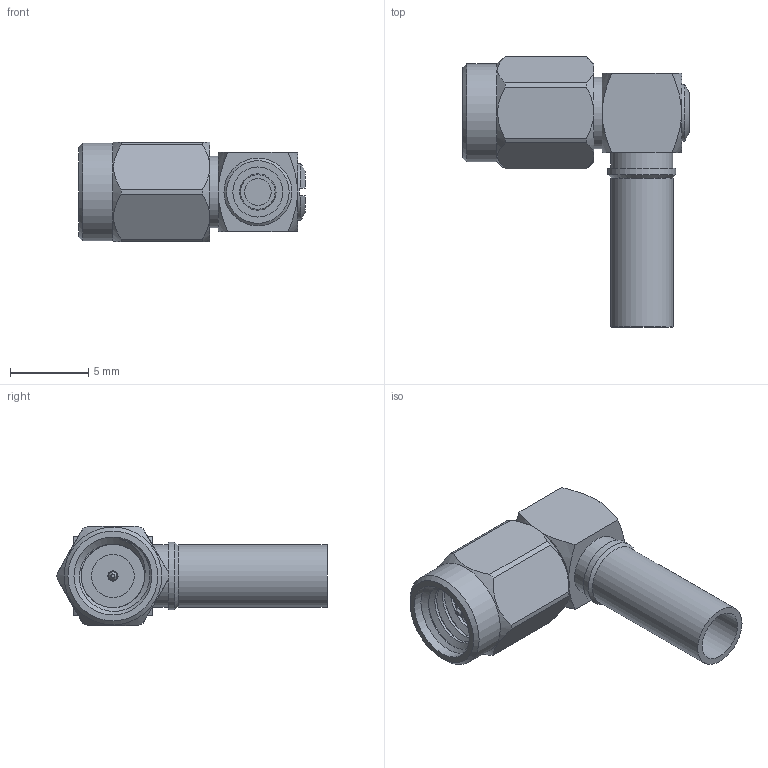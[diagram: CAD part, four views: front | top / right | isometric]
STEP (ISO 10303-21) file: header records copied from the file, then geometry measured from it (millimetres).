
FILE_DESCRIPTION (( 'STEP AP203' ), '1' );
FILE_NAME ('PE44378_3D.step', '2022-03-28T19:21:27', ( '' ), ( '' ), 'SwSTEP 2.0', 'SolidWorks 2021', '' );
FILE_SCHEMA (( 'CONFIG_CONTROL_DESIGN' ));
Length unit declared in the file: inch
Products named in the file (1): PE44378_3D
Bounding box: 14.48 x 17.26 x 6.35 mm (x, y, z)
Volume: 445.8 mm3; surface area: 782.1 mm2
Topology: 2 solids, 2 shells, 74 faces, 161 edges, 102 vertices
Faces by surface type: plane 29, cone 22, cylinder 20, bspline 3
Full cylindrical faces by diameter (mm): 0.531 x1, 0.658 x1, 1.7 x1, 2.32 x1, 2.731 x1, 3.2 x1, 3.632 x1, 3.97 x1, 4 x1, 4.338 x1, 4.572 x1, 4.978 x1, 6.248 x1
Entity records: 3559 total; most frequent: CARTESIAN_POINT 2032, DIRECTION 294, ORIENTED_EDGE 270, EDGE_CURVE 135, AXIS2_PLACEMENT_3D 135, EDGE_LOOP 106, VERTEX_POINT 95, FACE_OUTER_BOUND 87
